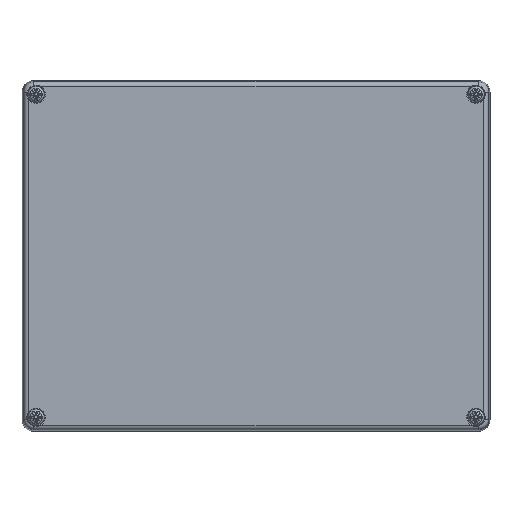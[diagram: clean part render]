
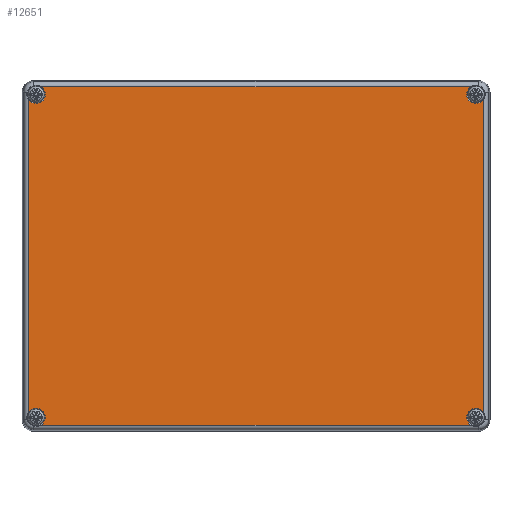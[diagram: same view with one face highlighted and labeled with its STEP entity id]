
A CAD part, top view. The second image highlights one B-rep face of the part: STEP entity #12651.
In plain terms, the highlighted face is planar.
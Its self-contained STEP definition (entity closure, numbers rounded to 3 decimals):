
#12365=CARTESIAN_POINT('',(91.987,72.336,-40.0));
#12366=VERTEX_POINT('',#12365);
#12375=CARTESIAN_POINT('',(97.336,66.987,-40.0));
#12376=VERTEX_POINT('',#12375);
#12384=CARTESIAN_POINT('',(94.,69.,-40.0));
#12385=DIRECTION('',(0.0,0.0,-1.0));
#12386=DIRECTION('',(-0.707,-0.707,0.0));
#12387=AXIS2_PLACEMENT_3D('',#12384,#12385,#12386);
#12388=CIRCLE('',#12387,3.897);
#12389=EDGE_CURVE('',#12376,#12366,#12388,.T.);
#12548=CARTESIAN_POINT('',(-91.987,72.336,-40.0));
#12549=VERTEX_POINT('',#12548);
#12550=CARTESIAN_POINT('',(91.987,72.336,-40.0));
#12551=DIRECTION('',(-1.0,0.0,0.0));
#12552=VECTOR('',#12551,183.974);
#12553=LINE('',#12550,#12552);
#12554=EDGE_CURVE('',#12366,#12549,#12553,.T.);
#12593=CARTESIAN_POINT('',(0.,0.,-40.0));
#12594=DIRECTION('',(0.0,0.0,1.0));
#12595=DIRECTION('',(1.0,0.0,0.0));
#12596=AXIS2_PLACEMENT_3D('',#12593,#12594,#12595);
#12597=PLANE('',#12596);
#12598=ORIENTED_EDGE('',*,*,#12389,.F.);
#12599=CARTESIAN_POINT('',(97.336,-66.987,-40.0));
#12600=VERTEX_POINT('',#12599);
#12601=CARTESIAN_POINT('',(97.336,-66.987,-40.0));
#12602=DIRECTION('',(0.0,1.0,0.0));
#12603=VECTOR('',#12602,133.974);
#12604=LINE('',#12601,#12603);
#12605=EDGE_CURVE('',#12600,#12376,#12604,.T.);
#12606=ORIENTED_EDGE('',*,*,#12605,.F.);
#12607=CARTESIAN_POINT('',(91.987,-72.336,-40.0));
#12608=VERTEX_POINT('',#12607);
#12609=CARTESIAN_POINT('',(94.,-69.,-40.0));
#12610=DIRECTION('',(0.0,0.0,-1.0));
#12611=DIRECTION('',(-0.707,0.707,0.0));
#12612=AXIS2_PLACEMENT_3D('',#12609,#12610,#12611);
#12613=CIRCLE('',#12612,3.897);
#12614=EDGE_CURVE('',#12608,#12600,#12613,.T.);
#12615=ORIENTED_EDGE('',*,*,#12614,.F.);
#12616=CARTESIAN_POINT('',(-91.987,-72.336,-40.0));
#12617=VERTEX_POINT('',#12616);
#12618=CARTESIAN_POINT('',(-91.987,-72.336,-40.0));
#12619=DIRECTION('',(1.0,0.0,0.0));
#12620=VECTOR('',#12619,183.974);
#12621=LINE('',#12618,#12620);
#12622=EDGE_CURVE('',#12617,#12608,#12621,.T.);
#12623=ORIENTED_EDGE('',*,*,#12622,.F.);
#12624=CARTESIAN_POINT('',(-97.336,-66.987,-40.0));
#12625=VERTEX_POINT('',#12624);
#12626=CARTESIAN_POINT('',(-94.,-69.,-40.0));
#12627=DIRECTION('',(0.0,0.0,-1.0));
#12628=DIRECTION('',(0.707,0.707,0.0));
#12629=AXIS2_PLACEMENT_3D('',#12626,#12627,#12628);
#12630=CIRCLE('',#12629,3.897);
#12631=EDGE_CURVE('',#12625,#12617,#12630,.T.);
#12632=ORIENTED_EDGE('',*,*,#12631,.F.);
#12633=CARTESIAN_POINT('',(-97.336,66.987,-40.0));
#12634=VERTEX_POINT('',#12633);
#12635=CARTESIAN_POINT('',(-97.336,66.987,-40.0));
#12636=DIRECTION('',(0.0,-1.0,0.0));
#12637=VECTOR('',#12636,133.974);
#12638=LINE('',#12635,#12637);
#12639=EDGE_CURVE('',#12634,#12625,#12638,.T.);
#12640=ORIENTED_EDGE('',*,*,#12639,.F.);
#12641=CARTESIAN_POINT('',(-94.,69.0,-40.0));
#12642=DIRECTION('',(0.0,0.0,-1.0));
#12643=DIRECTION('',(0.707,-0.707,0.0));
#12644=AXIS2_PLACEMENT_3D('',#12641,#12642,#12643);
#12645=CIRCLE('',#12644,3.897);
#12646=EDGE_CURVE('',#12549,#12634,#12645,.T.);
#12647=ORIENTED_EDGE('',*,*,#12646,.F.);
#12648=ORIENTED_EDGE('',*,*,#12554,.F.);
#12649=EDGE_LOOP('',(#12598,#12606,#12615,#12623,#12632,#12640,#12647,#12648));
#12650=FACE_OUTER_BOUND('',#12649,.T.);
#12651=ADVANCED_FACE('',(#12650),#12597,.F.);
